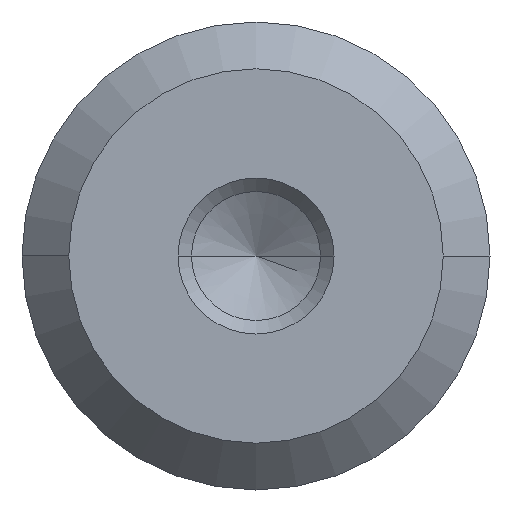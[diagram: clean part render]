
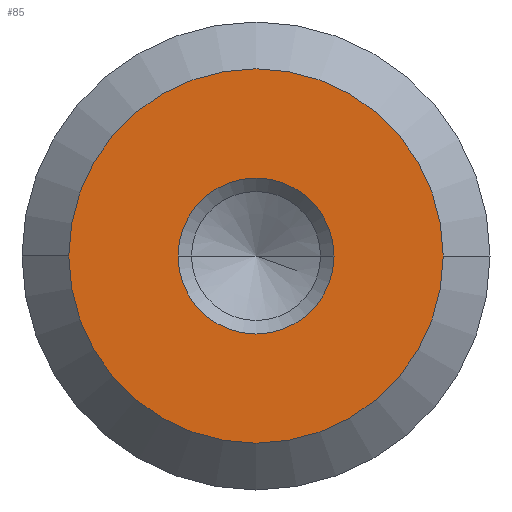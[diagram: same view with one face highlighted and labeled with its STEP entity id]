
A CAD part, front view. The second image highlights one B-rep face of the part: STEP entity #85.
In plain terms, the highlighted planar face has unit normal (0, -1, 0).
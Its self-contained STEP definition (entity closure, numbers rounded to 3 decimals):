
#85 = ADVANCED_FACE( '', ( #112, #113 ), #114, .T. );
#112 = FACE_BOUND( '', #145, .T. );
#113 = FACE_OUTER_BOUND( '', #146, .T. );
#114 = PLANE( '', #147 );
#145 = EDGE_LOOP( '', ( #226, #227 ) );
#146 = EDGE_LOOP( '', ( #228, #229 ) );
#147 = AXIS2_PLACEMENT_3D( '', #230, #231, #232 );
#226 = ORIENTED_EDGE( '', *, *, #288, .T. );
#227 = ORIENTED_EDGE( '', *, *, #289, .T. );
#228 = ORIENTED_EDGE( '', *, *, #277, .F. );
#229 = ORIENTED_EDGE( '', *, *, #291, .F. );
#230 = CARTESIAN_POINT( '', ( 3., 0., 0. ) );
#231 = DIRECTION( '', ( 0., -1., 0. ) );
#232 = DIRECTION( '', ( -1., 0., 0. ) );
#277 = EDGE_CURVE( '', #314, #316, #317, .T. );
#288 = EDGE_CURVE( '', #331, #333, #335, .T. );
#289 = EDGE_CURVE( '', #333, #331, #336, .T. );
#291 = EDGE_CURVE( '', #316, #314, #338, .T. );
#314 = VERTEX_POINT( '', #367 );
#316 = VERTEX_POINT( '', #370 );
#317 = CIRCLE( '', #371, 6. );
#331 = VERTEX_POINT( '', #390 );
#333 = VERTEX_POINT( '', #393 );
#335 = CIRCLE( '', #396, 2.5 );
#336 = CIRCLE( '', #397, 2.5 );
#338 = CIRCLE( '', #399, 6. );
#367 = CARTESIAN_POINT( '', ( 6., 0., 0. ) );
#370 = CARTESIAN_POINT( '', ( -6., 0., 0. ) );
#371 = AXIS2_PLACEMENT_3D( '', #423, #424, #425 );
#390 = CARTESIAN_POINT( '', ( 2.5, 0., 0. ) );
#393 = CARTESIAN_POINT( '', ( -2.5, 0., 0. ) );
#396 = AXIS2_PLACEMENT_3D( '', #442, #443, #444 );
#397 = AXIS2_PLACEMENT_3D( '', #445, #446, #447 );
#399 = AXIS2_PLACEMENT_3D( '', #451, #452, #453 );
#423 = CARTESIAN_POINT( '', ( 0., 0., 0. ) );
#424 = DIRECTION( '', ( 0., 1., 0. ) );
#425 = DIRECTION( '', ( 1., 0., 0. ) );
#442 = CARTESIAN_POINT( '', ( 0., 0., 0. ) );
#443 = DIRECTION( '', ( 0., 1., 0. ) );
#444 = DIRECTION( '', ( 1., 0., 0. ) );
#445 = CARTESIAN_POINT( '', ( 0., 0., 0. ) );
#446 = DIRECTION( '', ( 0., 1., 0. ) );
#447 = DIRECTION( '', ( 1., 0., 0. ) );
#451 = CARTESIAN_POINT( '', ( 0., 0., 0. ) );
#452 = DIRECTION( '', ( 0., 1., 0. ) );
#453 = DIRECTION( '', ( 1., 0., 0. ) );
